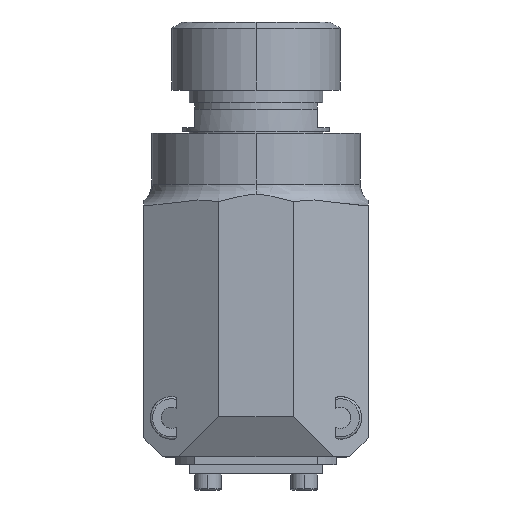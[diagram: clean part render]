
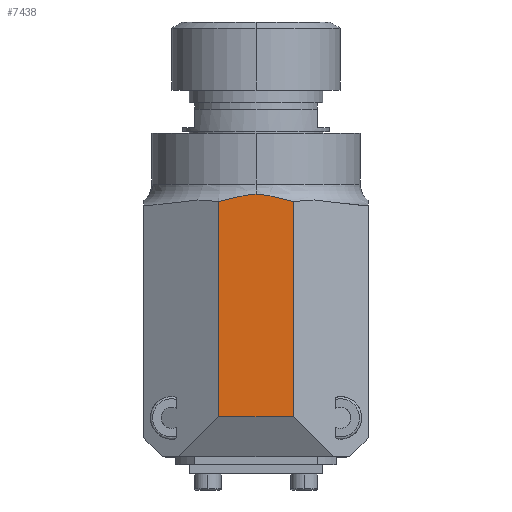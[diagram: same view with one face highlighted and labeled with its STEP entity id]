
A CAD part, left-side view. The second image highlights one B-rep face of the part: STEP entity #7438.
In plain terms, the highlighted planar face has unit normal (-1, 0, 0).
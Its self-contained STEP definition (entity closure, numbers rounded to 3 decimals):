
#57=CARTESIAN_POINT('',(-140.,-14.,48.469));
#1316=CARTESIAN_POINT('',(-140.,14.,48.469));
#2320=DIRECTION('',(0.,1.,0.));
#2321=VECTOR('',#2320,28.);
#2322=CARTESIAN_POINT('',(-140.,-14.,-32.));
#2323=LINE('',#2322,#2321);
#2324=DIRECTION('',(0.,0.,1.));
#2325=VECTOR('',#2324,80.469);
#2326=CARTESIAN_POINT('',(-140.,14.,-32.));
#2327=LINE('',#2326,#2325);
#2328=CARTESIAN_POINT('',(-140.,0.,51.127));
#2329=CARTESIAN_POINT('',(-140.,0.316,51.127));
#2330=CARTESIAN_POINT('',(-140.,0.954,51.113));
#2331=CARTESIAN_POINT('',(-140.,1.917,51.052));
#2332=CARTESIAN_POINT('',(-140.,2.928,50.946));
#2333=CARTESIAN_POINT('',(-140.,4.017,50.791));
#2334=CARTESIAN_POINT('',(-140.,5.216,50.576));
#2335=CARTESIAN_POINT('',(-140.,6.558,50.295));
#2336=CARTESIAN_POINT('',(-140.,8.084,49.938));
#2337=CARTESIAN_POINT('',(-140.,9.831,49.502));
#2338=CARTESIAN_POINT('',(-140.,11.819,48.996));
#2339=CARTESIAN_POINT('',(-140.,13.251,48.644));
#2340=CARTESIAN_POINT('',(-140.,14.,48.469));
#2342=CARTESIAN_POINT('',(-140.,-14.,48.469));
#2343=CARTESIAN_POINT('',(-140.,-13.251,48.644));
#2344=CARTESIAN_POINT('',(-140.,-11.819,48.996));
#2345=CARTESIAN_POINT('',(-140.,-9.831,49.501));
#2346=CARTESIAN_POINT('',(-140.,-8.084,49.938));
#2347=CARTESIAN_POINT('',(-140.,-6.558,50.295));
#2348=CARTESIAN_POINT('',(-140.,-5.215,50.577));
#2349=CARTESIAN_POINT('',(-140.,-4.017,50.791));
#2350=CARTESIAN_POINT('',(-140.,-2.927,50.946));
#2351=CARTESIAN_POINT('',(-140.,-1.917,51.052));
#2352=CARTESIAN_POINT('',(-140.,-0.954,51.113));
#2353=CARTESIAN_POINT('',(-140.,-0.316,51.127));
#2354=CARTESIAN_POINT('',(-140.,0.,51.127));
#2356=DIRECTION('',(0.,0.,1.));
#2357=VECTOR('',#2356,80.469);
#2358=CARTESIAN_POINT('',(-140.,-14.,-32.));
#2359=LINE('',#2358,#2357);
#4156=CARTESIAN_POINT('',(-140.,0.,51.127));
#4157=VERTEX_POINT('',#4156);
#4158=VERTEX_POINT('',#1316);
#4159=VERTEX_POINT('',#57);
#4160=CARTESIAN_POINT('',(-140.,-14.,-32.));
#4161=CARTESIAN_POINT('',(-140.,14.,-32.));
#4162=VERTEX_POINT('',#4160);
#4163=VERTEX_POINT('',#4161);
#7423=CARTESIAN_POINT('',(-140.,0.,0.));
#7424=DIRECTION('',(1.,0.,0.));
#7425=DIRECTION('',(0.,1.,0.));
#7426=AXIS2_PLACEMENT_3D('',#7423,#7424,#7425);
#7427=PLANE('',#7426);
#7429=ORIENTED_EDGE('',*,*,#7428,.T.);
#7431=ORIENTED_EDGE('',*,*,#7430,.T.);
#7432=ORIENTED_EDGE('',*,*,#6192,.F.);
#7433=ORIENTED_EDGE('',*,*,#4997,.F.);
#7435=ORIENTED_EDGE('',*,*,#7434,.F.);
#7436=EDGE_LOOP('',(#7429,#7431,#7432,#7433,#7435));
#7437=FACE_OUTER_BOUND('',#7436,.F.);
#7438=ADVANCED_FACE('',(#7437),#7427,.F.);
#2341=B_SPLINE_CURVE_WITH_KNOTS('',3,(#2328,#2329,#2330,#2331,#2332,#2333,#2334,
#2335,#2336,#2337,#2338,#2339,#2340),.UNSPECIFIED.,.F.,.F.,(4,1,1,1,1,1,1,1,1,1,
4),(0.,0.1,0.2,0.3,0.4,0.5,0.6,0.7,0.8,0.9,1.),
.UNSPECIFIED.);
#2355=B_SPLINE_CURVE_WITH_KNOTS('',3,(#2342,#2343,#2344,#2345,#2346,#2347,#2348,
#2349,#2350,#2351,#2352,#2353,#2354),.UNSPECIFIED.,.F.,.F.,(4,1,1,1,1,1,1,1,1,1,
4),(0.,0.1,0.2,0.3,0.4,0.5,0.6,0.7,0.8,0.9,1.),
.UNSPECIFIED.);
#4997=EDGE_CURVE('',#4159,#4157,#2355,.T.);
#6192=EDGE_CURVE('',#4157,#4158,#2341,.T.);
#7428=EDGE_CURVE('',#4162,#4163,#2323,.T.);
#7430=EDGE_CURVE('',#4163,#4158,#2327,.T.);
#7434=EDGE_CURVE('',#4162,#4159,#2359,.T.);
